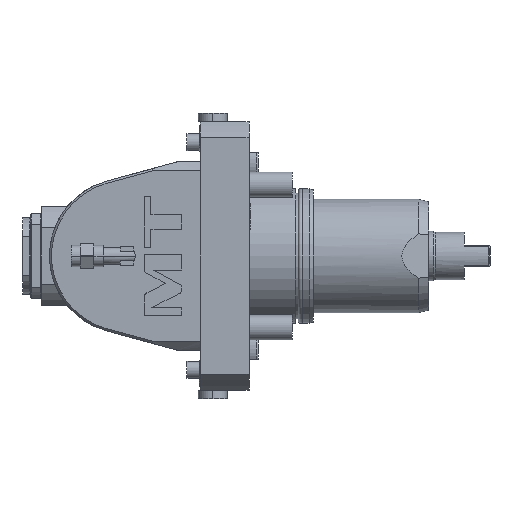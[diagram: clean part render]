
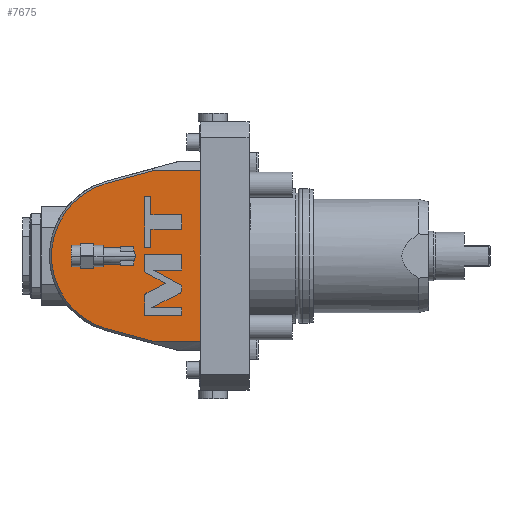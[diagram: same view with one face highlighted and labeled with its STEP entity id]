
A CAD part, front view. The second image highlights one B-rep face of the part: STEP entity #7675.
In plain terms, the highlighted planar face has unit normal (0, -1, 0).
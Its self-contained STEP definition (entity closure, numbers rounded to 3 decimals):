
#158=DIRECTION('',(0.,0.,-1.));
#159=VECTOR('',#158,82.365);
#160=CARTESIAN_POINT('',(-23.5,-45.,41.183));
#161=LINE('',#160,#159);
#1333=DIRECTION('',(1.,0.,0.));
#1334=VECTOR('',#1333,23.29);
#1335=CARTESIAN_POINT('',(-46.79,-45.,-41.183));
#1336=LINE('',#1335,#1334);
#1337=DIRECTION('',(1.,0.,0.));
#1338=VECTOR('',#1337,23.29);
#1339=CARTESIAN_POINT('',(-46.79,-45.,41.183));
#1340=LINE('',#1339,#1338);
#1341=CARTESIAN_POINT('',(-59.,-45.,0.));
#1342=DIRECTION('',(0.,1.,0.));
#1343=DIRECTION('',(-1.,0.,0.));
#1344=AXIS2_PLACEMENT_3D('',#1341,#1342,#1343);
#1346=CARTESIAN_POINT('',(-59.,-45.,0.));
#1347=DIRECTION('',(0.,1.,0.));
#1348=DIRECTION('',(1.,0.,0.));
#1349=AXIS2_PLACEMENT_3D('',#1346,#1347,#1348);
#1351=CARTESIAN_POINT('',(-49.328,-45.,-17.794));
#1352=CARTESIAN_POINT('',(-50.051,-45.,-18.168));
#1353=CARTESIAN_POINT('',(-50.5,-45.,-18.905));
#1354=CARTESIAN_POINT('',(-50.5,-45.,-19.719));
#1356=DIRECTION('',(0.,0.,-1.));
#1357=VECTOR('',#1356,9.049);
#1358=CARTESIAN_POINT('',(-50.5,-45.,-19.719));
#1359=LINE('',#1358,#1357);
#1360=DIRECTION('',(1.,0.,0.));
#1361=VECTOR('',#1360,18.);
#1362=CARTESIAN_POINT('',(-50.5,-45.,-28.768));
#1363=LINE('',#1362,#1361);
#1364=DIRECTION('',(0.,0.,1.));
#1365=VECTOR('',#1364,3.744);
#1366=CARTESIAN_POINT('',(-32.5,-45.,-28.768));
#1367=LINE('',#1366,#1365);
#1368=DIRECTION('',(-1.,0.,0.));
#1369=VECTOR('',#1368,14.582);
#1370=CARTESIAN_POINT('',(-32.5,-45.,-25.024));
#1371=LINE('',#1370,#1369);
#1372=DIRECTION('',(0.888,0.,0.459));
#1373=VECTOR('',#1372,15.097);
#1374=CARTESIAN_POINT('',(-47.082,-45.,-25.024));
#1375=LINE('',#1374,#1373);
#1376=CARTESIAN_POINT('',(-33.672,-45.,-18.09));
#1377=CARTESIAN_POINT('',(-32.948,-45.,-17.716));
#1378=CARTESIAN_POINT('',(-32.5,-45.,-16.977));
#1379=CARTESIAN_POINT('',(-32.5,-45.,-16.162));
#1381=DIRECTION('',(0.,0.,1.));
#1382=VECTOR('',#1381,1.877);
#1383=CARTESIAN_POINT('',(-32.5,-45.,-16.162));
#1384=LINE('',#1383,#1382);
#1385=DIRECTION('',(-0.877,0.,0.481));
#1386=VECTOR('',#1385,15.618);
#1387=CARTESIAN_POINT('',(-32.5,-45.,-14.285));
#1388=LINE('',#1387,#1386);
#1389=DIRECTION('',(1.,0.,0.));
#1390=VECTOR('',#1389,13.691);
#1391=CARTESIAN_POINT('',(-46.191,-45.,-6.77));
#1392=LINE('',#1391,#1390);
#1393=DIRECTION('',(0.,0.,1.));
#1394=VECTOR('',#1393,7.574);
#1395=CARTESIAN_POINT('',(-32.5,-45.,-6.77));
#1396=LINE('',#1395,#1394);
#1397=DIRECTION('',(-1.,0.,0.));
#1398=VECTOR('',#1397,18.);
#1399=CARTESIAN_POINT('',(-32.5,-45.,0.804));
#1400=LINE('',#1399,#1398);
#1401=DIRECTION('',(0.,0.,-1.));
#1402=VECTOR('',#1401,8.539);
#1403=CARTESIAN_POINT('',(-50.5,-45.,0.804));
#1404=LINE('',#1403,#1402);
#1405=DIRECTION('',(0.877,0.,-0.481));
#1406=VECTOR('',#1405,11.413);
#1407=CARTESIAN_POINT('',(-50.5,-45.,-7.735));
#1408=LINE('',#1407,#1406);
#1409=DIRECTION('',(-0.888,0.,-0.459));
#1410=VECTOR('',#1409,9.943);
#1411=CARTESIAN_POINT('',(-40.495,-45.,-13.227));
#1412=LINE('',#1411,#1410);
#1413=DIRECTION('',(1.,0.,0.));
#1414=VECTOR('',#1413,14.935);
#1415=CARTESIAN_POINT('',(-47.435,-45.,12.909));
#1416=LINE('',#1415,#1414);
#1417=DIRECTION('',(0.,0.,1.));
#1418=VECTOR('',#1417,7.131);
#1419=CARTESIAN_POINT('',(-32.5,-45.,12.909));
#1420=LINE('',#1419,#1418);
#1421=DIRECTION('',(-1.,0.,0.));
#1422=VECTOR('',#1421,14.935);
#1423=CARTESIAN_POINT('',(-32.5,-45.,20.04));
#1424=LINE('',#1423,#1422);
#1425=DIRECTION('',(0.,0.,1.));
#1426=VECTOR('',#1425,8.726);
#1427=CARTESIAN_POINT('',(-47.435,-45.,20.04));
#1428=LINE('',#1427,#1426);
#1429=DIRECTION('',(-1.,0.,0.));
#1430=VECTOR('',#1429,3.065);
#1431=CARTESIAN_POINT('',(-47.435,-45.,28.766));
#1432=LINE('',#1431,#1430);
#1433=DIRECTION('',(0.,0.,-1.));
#1434=VECTOR('',#1433,24.583);
#1435=CARTESIAN_POINT('',(-50.5,-45.,28.766));
#1436=LINE('',#1435,#1434);
#1437=DIRECTION('',(1.,0.,0.));
#1438=VECTOR('',#1437,3.065);
#1439=CARTESIAN_POINT('',(-50.5,-45.,4.183));
#1440=LINE('',#1439,#1438);
#1441=DIRECTION('',(0.,0.,1.));
#1442=VECTOR('',#1441,8.726);
#1443=CARTESIAN_POINT('',(-47.435,-45.,4.183));
#1444=LINE('',#1443,#1442);
#1967=DIRECTION('',(-0.965,0.,-0.264));
#1968=VECTOR('',#1967,22.646);
#1969=CARTESIAN_POINT('',(-46.79,-45.,41.183));
#1970=LINE('',#1969,#1968);
#1986=CARTESIAN_POINT('',(-59.,-45.,0.));
#1987=DIRECTION('',(0.,-1.,0.));
#1988=DIRECTION('',(-0.264,0.,0.965));
#1989=AXIS2_PLACEMENT_3D('',#1986,#1987,#1988);
#2000=DIRECTION('',(-0.965,0.,0.264));
#2001=VECTOR('',#2000,22.646);
#2002=CARTESIAN_POINT('',(-46.79,-45.,-41.183));
#2003=LINE('',#2002,#2001);
#5236=CARTESIAN_POINT('',(-63.,-45.,0.));
#5237=CARTESIAN_POINT('',(-55.,-45.,0.));
#5238=VERTEX_POINT('',#5236);
#5239=VERTEX_POINT('',#5237);
#5407=CARTESIAN_POINT('',(-46.79,-45.,41.183));
#5408=CARTESIAN_POINT('',(-68.633,-45.,35.206));
#5409=VERTEX_POINT('',#5407);
#5410=VERTEX_POINT('',#5408);
#5415=CARTESIAN_POINT('',(-68.633,-45.,-35.206));
#5416=VERTEX_POINT('',#5415);
#5419=CARTESIAN_POINT('',(-46.79,-45.,-41.183));
#5420=VERTEX_POINT('',#5419);
#5439=CARTESIAN_POINT('',(-23.5,-45.,41.183));
#5440=CARTESIAN_POINT('',(-23.5,-45.,-41.183));
#5441=VERTEX_POINT('',#5439);
#5442=VERTEX_POINT('',#5440);
#5825=CARTESIAN_POINT('',(-49.328,-45.,-17.794));
#5826=VERTEX_POINT('',#5825);
#5827=CARTESIAN_POINT('',(-50.5,-45.,-19.719));
#5828=VERTEX_POINT('',#5827);
#5829=CARTESIAN_POINT('',(-50.5,-45.,-28.768));
#5830=VERTEX_POINT('',#5829);
#5831=CARTESIAN_POINT('',(-32.5,-45.,-28.768));
#5832=VERTEX_POINT('',#5831);
#5833=CARTESIAN_POINT('',(-32.5,-45.,-25.024));
#5834=VERTEX_POINT('',#5833);
#5835=CARTESIAN_POINT('',(-47.082,-45.,-25.024));
#5836=VERTEX_POINT('',#5835);
#5837=CARTESIAN_POINT('',(-33.672,-45.,-18.09));
#5838=VERTEX_POINT('',#5837);
#5839=CARTESIAN_POINT('',(-32.5,-45.,-16.162));
#5840=VERTEX_POINT('',#5839);
#5841=CARTESIAN_POINT('',(-32.5,-45.,-14.285));
#5842=VERTEX_POINT('',#5841);
#5843=CARTESIAN_POINT('',(-46.191,-45.,-6.77));
#5844=VERTEX_POINT('',#5843);
#5845=CARTESIAN_POINT('',(-32.5,-45.,-6.77));
#5846=VERTEX_POINT('',#5845);
#5847=CARTESIAN_POINT('',(-32.5,-45.,0.804));
#5848=VERTEX_POINT('',#5847);
#5849=CARTESIAN_POINT('',(-50.5,-45.,0.804));
#5850=VERTEX_POINT('',#5849);
#5851=CARTESIAN_POINT('',(-50.5,-45.,-7.735));
#5852=VERTEX_POINT('',#5851);
#5853=CARTESIAN_POINT('',(-40.495,-45.,-13.227));
#5854=VERTEX_POINT('',#5853);
#5855=CARTESIAN_POINT('',(-47.435,-45.,12.909));
#5856=VERTEX_POINT('',#5855);
#5857=CARTESIAN_POINT('',(-32.5,-45.,12.909));
#5858=VERTEX_POINT('',#5857);
#5859=CARTESIAN_POINT('',(-32.5,-45.,20.04));
#5860=VERTEX_POINT('',#5859);
#5861=CARTESIAN_POINT('',(-47.435,-45.,20.04));
#5862=VERTEX_POINT('',#5861);
#5863=CARTESIAN_POINT('',(-47.435,-45.,28.766));
#5864=VERTEX_POINT('',#5863);
#5865=CARTESIAN_POINT('',(-50.5,-45.,28.766));
#5866=VERTEX_POINT('',#5865);
#5867=CARTESIAN_POINT('',(-50.5,-45.,4.183));
#5868=VERTEX_POINT('',#5867);
#5869=CARTESIAN_POINT('',(-47.435,-45.,4.183));
#5870=VERTEX_POINT('',#5869);
#7602=CARTESIAN_POINT('',(-69.767,-45.,12.831));
#7603=DIRECTION('',(0.,1.,0.));
#7604=DIRECTION('',(0.,0.,-1.));
#7605=AXIS2_PLACEMENT_3D('',#7602,#7603,#7604);
#7606=PLANE('',#7605);
#7607=ORIENTED_EDGE('',*,*,#6043,.T.);
#7609=ORIENTED_EDGE('',*,*,#7608,.F.);
#7611=ORIENTED_EDGE('',*,*,#7610,.T.);
#7613=ORIENTED_EDGE('',*,*,#7612,.F.);
#7615=ORIENTED_EDGE('',*,*,#7614,.F.);
#7616=ORIENTED_EDGE('',*,*,#7592,.T.);
#7617=EDGE_LOOP('',(#7607,#7609,#7611,#7613,#7615,#7616));
#7618=FACE_OUTER_BOUND('',#7617,.F.);
#7620=ORIENTED_EDGE('',*,*,#7619,.F.);
#7622=ORIENTED_EDGE('',*,*,#7621,.F.);
#7623=EDGE_LOOP('',(#7620,#7622));
#7624=FACE_BOUND('',#7623,.F.);
#7626=ORIENTED_EDGE('',*,*,#7625,.T.);
#7628=ORIENTED_EDGE('',*,*,#7627,.T.);
#7630=ORIENTED_EDGE('',*,*,#7629,.T.);
#7632=ORIENTED_EDGE('',*,*,#7631,.T.);
#7634=ORIENTED_EDGE('',*,*,#7633,.T.);
#7636=ORIENTED_EDGE('',*,*,#7635,.T.);
#7638=ORIENTED_EDGE('',*,*,#7637,.T.);
#7640=ORIENTED_EDGE('',*,*,#7639,.T.);
#7642=ORIENTED_EDGE('',*,*,#7641,.T.);
#7644=ORIENTED_EDGE('',*,*,#7643,.T.);
#7646=ORIENTED_EDGE('',*,*,#7645,.T.);
#7648=ORIENTED_EDGE('',*,*,#7647,.T.);
#7650=ORIENTED_EDGE('',*,*,#7649,.T.);
#7652=ORIENTED_EDGE('',*,*,#7651,.T.);
#7654=ORIENTED_EDGE('',*,*,#7653,.T.);
#7655=EDGE_LOOP('',(#7626,#7628,#7630,#7632,#7634,#7636,#7638,#7640,#7642,#7644,
#7646,#7648,#7650,#7652,#7654));
#7656=FACE_BOUND('',#7655,.F.);
#7658=ORIENTED_EDGE('',*,*,#7657,.T.);
#7660=ORIENTED_EDGE('',*,*,#7659,.T.);
#7662=ORIENTED_EDGE('',*,*,#7661,.T.);
#7664=ORIENTED_EDGE('',*,*,#7663,.T.);
#7666=ORIENTED_EDGE('',*,*,#7665,.T.);
#7668=ORIENTED_EDGE('',*,*,#7667,.T.);
#7670=ORIENTED_EDGE('',*,*,#7669,.T.);
#7672=ORIENTED_EDGE('',*,*,#7671,.T.);
#7673=EDGE_LOOP('',(#7658,#7660,#7662,#7664,#7666,#7668,#7670,#7672));
#7674=FACE_BOUND('',#7673,.F.);
#7675=ADVANCED_FACE('',(#7618,#7624,#7656,#7674),#7606,.F.);
#1345=CIRCLE('',#1344,4.);
#1350=CIRCLE('',#1349,4.);
#1355=B_SPLINE_CURVE_WITH_KNOTS('',3,(#1351,#1352,#1353,#1354),.UNSPECIFIED.,
.F.,.F.,(4,4),(0.,1.),.UNSPECIFIED.);
#1380=B_SPLINE_CURVE_WITH_KNOTS('',3,(#1376,#1377,#1378,#1379),.UNSPECIFIED.,
.F.,.F.,(4,4),(0.,1.),.UNSPECIFIED.);
#1990=CIRCLE('',#1989,36.5);
#6043=EDGE_CURVE('',#5441,#5442,#161,.T.);
#7592=EDGE_CURVE('',#5409,#5441,#1340,.T.);
#7608=EDGE_CURVE('',#5420,#5442,#1336,.T.);
#7610=EDGE_CURVE('',#5420,#5416,#2003,.T.);
#7612=EDGE_CURVE('',#5410,#5416,#1990,.T.);
#7614=EDGE_CURVE('',#5409,#5410,#1970,.T.);
#7619=EDGE_CURVE('',#5238,#5239,#1345,.T.);
#7621=EDGE_CURVE('',#5239,#5238,#1350,.T.);
#7625=EDGE_CURVE('',#5826,#5828,#1355,.T.);
#7627=EDGE_CURVE('',#5828,#5830,#1359,.T.);
#7629=EDGE_CURVE('',#5830,#5832,#1363,.T.);
#7631=EDGE_CURVE('',#5832,#5834,#1367,.T.);
#7633=EDGE_CURVE('',#5834,#5836,#1371,.T.);
#7635=EDGE_CURVE('',#5836,#5838,#1375,.T.);
#7637=EDGE_CURVE('',#5838,#5840,#1380,.T.);
#7639=EDGE_CURVE('',#5840,#5842,#1384,.T.);
#7641=EDGE_CURVE('',#5842,#5844,#1388,.T.);
#7643=EDGE_CURVE('',#5844,#5846,#1392,.T.);
#7645=EDGE_CURVE('',#5846,#5848,#1396,.T.);
#7647=EDGE_CURVE('',#5848,#5850,#1400,.T.);
#7649=EDGE_CURVE('',#5850,#5852,#1404,.T.);
#7651=EDGE_CURVE('',#5852,#5854,#1408,.T.);
#7653=EDGE_CURVE('',#5854,#5826,#1412,.T.);
#7657=EDGE_CURVE('',#5856,#5858,#1416,.T.);
#7659=EDGE_CURVE('',#5858,#5860,#1420,.T.);
#7661=EDGE_CURVE('',#5860,#5862,#1424,.T.);
#7663=EDGE_CURVE('',#5862,#5864,#1428,.T.);
#7665=EDGE_CURVE('',#5864,#5866,#1432,.T.);
#7667=EDGE_CURVE('',#5866,#5868,#1436,.T.);
#7669=EDGE_CURVE('',#5868,#5870,#1440,.T.);
#7671=EDGE_CURVE('',#5870,#5856,#1444,.T.);
